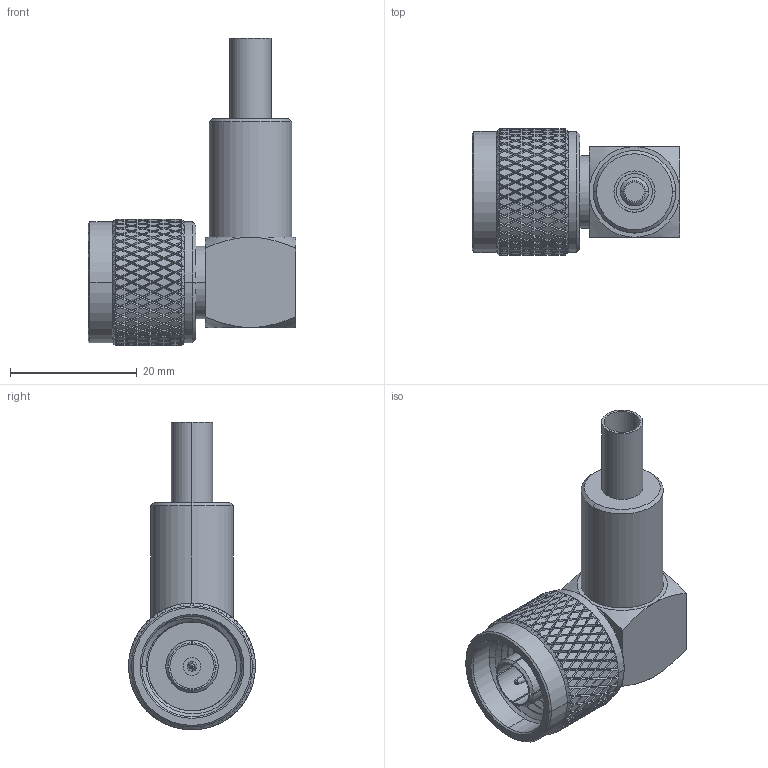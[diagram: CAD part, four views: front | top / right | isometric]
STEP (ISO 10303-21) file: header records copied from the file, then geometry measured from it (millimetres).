
FILE_DESCRIPTION (( 'STEP AP203' ), '1' );
FILE_NAME ('PE4484.step', '2019-10-08T16:54:06', ( '' ), ( '' ), 'SwSTEP 2.0', 'SolidWorks 2018', '' );
FILE_SCHEMA (( 'CONFIG_CONTROL_DESIGN' ));
Length unit declared in the file: inch
Products named in the file (1): PE4484
Bounding box: 32.77 x 20 x 48.55 mm (x, y, z)
Volume: 9161.4 mm3; surface area: 5412.1 mm2
Topology: 2 solids, 2 shells, 1548 faces, 3371 edges, 1836 vertices
Faces by surface type: bspline 1125, cylinder 359, plane 33, cone 31
Entity records: 61078 total; most frequent: CARTESIAN_POINT 40037, ORIENTED_EDGE 6742, EDGE_CURVE 3371, VERTEX_POINT 1836, EDGE_LOOP 1559, ADVANCED_FACE 1548, FACE_OUTER_BOUND 1548, DIRECTION 1469
